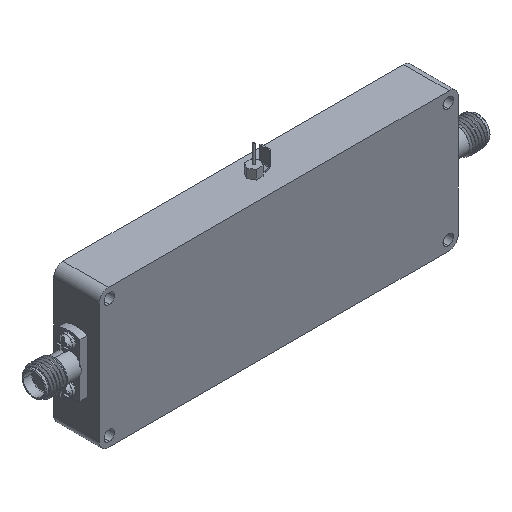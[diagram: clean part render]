
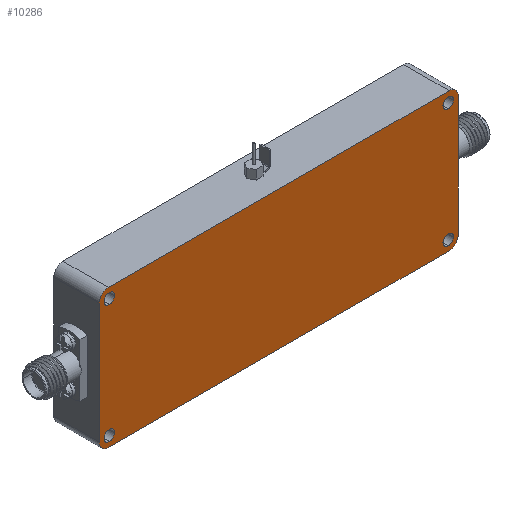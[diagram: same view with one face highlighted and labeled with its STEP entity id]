
A CAD part, isometric view. The second image highlights one B-rep face of the part: STEP entity #10286.
In plain terms, the highlighted planar face has unit normal (0, -1, 0).
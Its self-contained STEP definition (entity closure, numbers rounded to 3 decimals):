
#195 = VERTEX_POINT ( 'NONE', #5282 ) ;
#359 = CIRCLE ( 'NONE', #18726, 1.15 ) ;
#376 = CIRCLE ( 'NONE', #3439, 2. ) ;
#408 = AXIS2_PLACEMENT_3D ( 'NONE', #6634, #2812, #14054 ) ;
#664 = DIRECTION ( 'NONE',  ( 0., 1., 0. ) ) ;
#665 = CIRCLE ( 'NONE', #20543, 2. ) ;
#927 = CARTESIAN_POINT ( 'NONE',  ( -37.5, 0., -15.25 ) ) ;
#1041 = CARTESIAN_POINT ( 'NONE',  ( -37.5, 0., 15.25 ) ) ;
#1046 = DIRECTION ( 'NONE',  ( 1., 0., 0. ) ) ;
#1272 = ORIENTED_EDGE ( 'NONE', *, *, #23598, .T. ) ;
#1360 = CIRCLE ( 'NONE', #3674, 1.15 ) ;
#1558 = AXIS2_PLACEMENT_3D ( 'NONE', #15499, #17278, #12012 ) ;
#1578 = EDGE_CURVE ( 'NONE', #17684, #16243, #13364, .T. ) ;
#1653 = CIRCLE ( 'NONE', #10841, 1.15 ) ;
#1853 = ORIENTED_EDGE ( 'NONE', *, *, #17037, .T. ) ;
#2282 = CARTESIAN_POINT ( 'NONE',  ( -37.3, 0., 14.2 ) ) ;
#2525 = CARTESIAN_POINT ( 'NONE',  ( 37.3, 0., 11.9 ) ) ;
#2812 = DIRECTION ( 'NONE',  ( 0., 1., 0. ) ) ;
#2880 = AXIS2_PLACEMENT_3D ( 'NONE', #12295, #19708, #17669 ) ;
#2958 = EDGE_CURVE ( 'NONE', #9641, #7243, #665, .T. ) ;
#3190 = EDGE_CURVE ( 'NONE', #195, #23611, #14444, .T. ) ;
#3439 = AXIS2_PLACEMENT_3D ( 'NONE', #14537, #21938, #11059 ) ;
#3674 = AXIS2_PLACEMENT_3D ( 'NONE', #16935, #12137, #12020 ) ;
#3777 = ORIENTED_EDGE ( 'NONE', *, *, #11756, .T. ) ;
#4126 = EDGE_CURVE ( 'NONE', #15620, #9641, #21041, .T. ) ;
#4418 = LINE ( 'NONE', #7998, #21073 ) ;
#4499 = FACE_BOUND ( 'NONE', #9100, .T. ) ;
#4612 = FACE_BOUND ( 'NONE', #17883, .T. ) ;
#4753 = EDGE_CURVE ( 'NONE', #13777, #7782, #359, .T. ) ;
#5111 = EDGE_CURVE ( 'NONE', #18470, #20431, #376, .T. ) ;
#5282 = CARTESIAN_POINT ( 'NONE',  ( 39.5, 0., 13.25 ) ) ;
#5545 = VERTEX_POINT ( 'NONE', #20349 ) ;
#5987 = EDGE_CURVE ( 'NONE', #16110, #12617, #13798, .T. ) ;
#6015 = CIRCLE ( 'NONE', #21661, 1.15 ) ;
#6309 = CARTESIAN_POINT ( 'NONE',  ( -37.3, 0., 11.9 ) ) ;
#6485 = EDGE_LOOP ( 'NONE', ( #13285, #21577 ) ) ;
#6604 = DIRECTION ( 'NONE',  ( 0., 1., 0. ) ) ;
#6634 = CARTESIAN_POINT ( 'NONE',  ( 37.3, 0., -13.05 ) ) ;
#6933 = EDGE_CURVE ( 'NONE', #18470, #23611, #4418, .T. ) ;
#7168 = ORIENTED_EDGE ( 'NONE', *, *, #2958, .T. ) ;
#7243 = VERTEX_POINT ( 'NONE', #7513 ) ;
#7375 = ORIENTED_EDGE ( 'NONE', *, *, #5987, .T. ) ;
#7513 = CARTESIAN_POINT ( 'NONE',  ( 39.5, 0., -13.25 ) ) ;
#7575 = AXIS2_PLACEMENT_3D ( 'NONE', #20587, #9716, #13300 ) ;
#7615 = DIRECTION ( 'NONE',  ( 0., 1., 0. ) ) ;
#7782 = VERTEX_POINT ( 'NONE', #19572 ) ;
#7998 = CARTESIAN_POINT ( 'NONE',  ( -39.5, 0., 15.25 ) ) ;
#8313 = DIRECTION ( 'NONE',  ( 0., -1., 0. ) ) ;
#8398 = CARTESIAN_POINT ( 'NONE',  ( 37.5, 0., -15.25 ) ) ;
#8874 = CARTESIAN_POINT ( 'NONE',  ( 37.5, 0., -13.25 ) ) ;
#9100 = EDGE_LOOP ( 'NONE', ( #7375, #1853 ) ) ;
#9118 = DIRECTION ( 'NONE',  ( 0., -1., 0. ) ) ;
#9438 = ORIENTED_EDGE ( 'NONE', *, *, #21681, .F. ) ;
#9543 = EDGE_LOOP ( 'NONE', ( #9438, #22296, #15081, #7168, #18485, #14296, #19717, #14704 ) ) ;
#9641 = VERTEX_POINT ( 'NONE', #8398 ) ;
#9662 = EDGE_CURVE ( 'NONE', #7782, #13777, #1653, .T. ) ;
#9716 = DIRECTION ( 'NONE',  ( 0., -1., 0. ) ) ;
#9759 = CARTESIAN_POINT ( 'NONE',  ( 37.3, 0., 13.05 ) ) ;
#9771 = CARTESIAN_POINT ( 'NONE',  ( 0., 0., 0. ) ) ;
#10286 = ADVANCED_FACE ( 'NONE', ( #4612, #12145, #4499, #15740, #12029 ), #19442, .T. ) ;
#10696 = AXIS2_PLACEMENT_3D ( 'NONE', #21578, #14539, #21452 ) ;
#10841 = AXIS2_PLACEMENT_3D ( 'NONE', #22986, #6604, #13906 ) ;
#11059 = DIRECTION ( 'NONE',  ( 0., 0., -1. ) ) ;
#11716 = DIRECTION ( 'NONE',  ( 1., 0., 0. ) ) ;
#11756 = EDGE_CURVE ( 'NONE', #16243, #17684, #15888, .T. ) ;
#11963 = CARTESIAN_POINT ( 'NONE',  ( -39.5, 0., -15.25 ) ) ;
#12012 = DIRECTION ( 'NONE',  ( 0., 0., -1. ) ) ;
#12013 = EDGE_CURVE ( 'NONE', #7243, #195, #20770, .T. ) ;
#12020 = DIRECTION ( 'NONE',  ( 0., 0., 1. ) ) ;
#12029 = FACE_OUTER_BOUND ( 'NONE', #9543, .T. ) ;
#12137 = DIRECTION ( 'NONE',  ( 0., 1., 0. ) ) ;
#12145 = FACE_BOUND ( 'NONE', #12614, .T. ) ;
#12295 = CARTESIAN_POINT ( 'NONE',  ( -37.3, 0., 13.05 ) ) ;
#12614 = EDGE_LOOP ( 'NONE', ( #1272, #14295 ) ) ;
#12617 = VERTEX_POINT ( 'NONE', #21923 ) ;
#13144 = CARTESIAN_POINT ( 'NONE',  ( 37.5, 0., 15.25 ) ) ;
#13237 = DIRECTION ( 'NONE',  ( 0., 0., 1. ) ) ;
#13285 = ORIENTED_EDGE ( 'NONE', *, *, #9662, .T. ) ;
#13300 = DIRECTION ( 'NONE',  ( 0., 0., -1. ) ) ;
#13360 = CARTESIAN_POINT ( 'NONE',  ( 39.5, 0., -15.25 ) ) ;
#13364 = CIRCLE ( 'NONE', #10696, 1.15 ) ;
#13777 = VERTEX_POINT ( 'NONE', #2525 ) ;
#13798 = CIRCLE ( 'NONE', #408, 1.15 ) ;
#13870 = CARTESIAN_POINT ( 'NONE',  ( -39.5, 0., -15.25 ) ) ;
#13906 = DIRECTION ( 'NONE',  ( 0., 0., 1. ) ) ;
#13955 = DIRECTION ( 'NONE',  ( 0., 0., 1. ) ) ;
#14054 = DIRECTION ( 'NONE',  ( 0., 0., 1. ) ) ;
#14187 = CIRCLE ( 'NONE', #1558, 2. ) ;
#14295 = ORIENTED_EDGE ( 'NONE', *, *, #18760, .T. ) ;
#14296 = ORIENTED_EDGE ( 'NONE', *, *, #3190, .T. ) ;
#14308 = VERTEX_POINT ( 'NONE', #18440 ) ;
#14444 = CIRCLE ( 'NONE', #7575, 2. ) ;
#14537 = CARTESIAN_POINT ( 'NONE',  ( -37.5, 0., 13.25 ) ) ;
#14539 = DIRECTION ( 'NONE',  ( 0., 1., 0. ) ) ;
#14704 = ORIENTED_EDGE ( 'NONE', *, *, #5111, .T. ) ;
#14746 = DIRECTION ( 'NONE',  ( 0., 0., 1. ) ) ;
#14767 = VECTOR ( 'NONE', #15402, 1000. ) ;
#15081 = ORIENTED_EDGE ( 'NONE', *, *, #4126, .T. ) ;
#15402 = DIRECTION ( 'NONE',  ( 0., 0., 1. ) ) ;
#15499 = CARTESIAN_POINT ( 'NONE',  ( -37.5, 0., -13.25 ) ) ;
#15500 = CIRCLE ( 'NONE', #23159, 1.15 ) ;
#15557 = LINE ( 'NONE', #13870, #21903 ) ;
#15620 = VERTEX_POINT ( 'NONE', #927 ) ;
#15740 = FACE_BOUND ( 'NONE', #6485, .T. ) ;
#15888 = CIRCLE ( 'NONE', #2880, 1.15 ) ;
#16110 = VERTEX_POINT ( 'NONE', #18076 ) ;
#16177 = DIRECTION ( 'NONE',  ( 0., 0., -1. ) ) ;
#16243 = VERTEX_POINT ( 'NONE', #2282 ) ;
#16935 = CARTESIAN_POINT ( 'NONE',  ( 37.3, 0., -13.05 ) ) ;
#17037 = EDGE_CURVE ( 'NONE', #12617, #16110, #1360, .T. ) ;
#17278 = DIRECTION ( 'NONE',  ( 0., -1., 0. ) ) ;
#17669 = DIRECTION ( 'NONE',  ( 0., 0., 1. ) ) ;
#17684 = VERTEX_POINT ( 'NONE', #6309 ) ;
#17883 = EDGE_LOOP ( 'NONE', ( #3777, #21900 ) ) ;
#17912 = CARTESIAN_POINT ( 'NONE',  ( -39.5, 0., 13.25 ) ) ;
#18076 = CARTESIAN_POINT ( 'NONE',  ( 37.3, 0., -11.9 ) ) ;
#18203 = CARTESIAN_POINT ( 'NONE',  ( -37.3, 0., -13.05 ) ) ;
#18310 = VECTOR ( 'NONE', #1046, 1000. ) ;
#18381 = CARTESIAN_POINT ( 'NONE',  ( -37.3, 0., -14.2 ) ) ;
#18440 = CARTESIAN_POINT ( 'NONE',  ( -39.5, 0., -13.25 ) ) ;
#18470 = VERTEX_POINT ( 'NONE', #1041 ) ;
#18485 = ORIENTED_EDGE ( 'NONE', *, *, #12013, .T. ) ;
#18726 = AXIS2_PLACEMENT_3D ( 'NONE', #9759, #7615, #13237 ) ;
#18760 = EDGE_CURVE ( 'NONE', #21816, #5545, #6015, .T. ) ;
#19161 = EDGE_CURVE ( 'NONE', #14308, #15620, #14187, .T. ) ;
#19228 = CARTESIAN_POINT ( 'NONE',  ( -37.3, 0., -13.05 ) ) ;
#19328 = DIRECTION ( 'NONE',  ( 0., 0., -1. ) ) ;
#19370 = DIRECTION ( 'NONE',  ( 0., 0., 1. ) ) ;
#19442 = PLANE ( 'NONE',  #20348 ) ;
#19572 = CARTESIAN_POINT ( 'NONE',  ( 37.3, 0., 14.2 ) ) ;
#19708 = DIRECTION ( 'NONE',  ( 0., 1., 0. ) ) ;
#19717 = ORIENTED_EDGE ( 'NONE', *, *, #6933, .F. ) ;
#19994 = DIRECTION ( 'NONE',  ( 0., 1., 0. ) ) ;
#20348 = AXIS2_PLACEMENT_3D ( 'NONE', #9771, #8313, #19328 ) ;
#20349 = CARTESIAN_POINT ( 'NONE',  ( -37.3, 0., -11.9 ) ) ;
#20431 = VERTEX_POINT ( 'NONE', #17912 ) ;
#20543 = AXIS2_PLACEMENT_3D ( 'NONE', #8874, #9118, #16177 ) ;
#20587 = CARTESIAN_POINT ( 'NONE',  ( 37.5, 0., 13.25 ) ) ;
#20770 = LINE ( 'NONE', #13360, #14767 ) ;
#21041 = LINE ( 'NONE', #11963, #18310 ) ;
#21073 = VECTOR ( 'NONE', #11716, 1000. ) ;
#21452 = DIRECTION ( 'NONE',  ( 0., 0., 1. ) ) ;
#21577 = ORIENTED_EDGE ( 'NONE', *, *, #4753, .T. ) ;
#21578 = CARTESIAN_POINT ( 'NONE',  ( -37.3, 0., 13.05 ) ) ;
#21661 = AXIS2_PLACEMENT_3D ( 'NONE', #19228, #664, #13955 ) ;
#21681 = EDGE_CURVE ( 'NONE', #14308, #20431, #15557, .T. ) ;
#21816 = VERTEX_POINT ( 'NONE', #18381 ) ;
#21900 = ORIENTED_EDGE ( 'NONE', *, *, #1578, .T. ) ;
#21903 = VECTOR ( 'NONE', #19370, 1000. ) ;
#21923 = CARTESIAN_POINT ( 'NONE',  ( 37.3, 0., -14.2 ) ) ;
#21938 = DIRECTION ( 'NONE',  ( 0., -1., 0. ) ) ;
#22296 = ORIENTED_EDGE ( 'NONE', *, *, #19161, .T. ) ;
#22986 = CARTESIAN_POINT ( 'NONE',  ( 37.3, 0., 13.05 ) ) ;
#23159 = AXIS2_PLACEMENT_3D ( 'NONE', #18203, #19994, #14746 ) ;
#23598 = EDGE_CURVE ( 'NONE', #5545, #21816, #15500, .T. ) ;
#23611 = VERTEX_POINT ( 'NONE', #13144 ) ;
